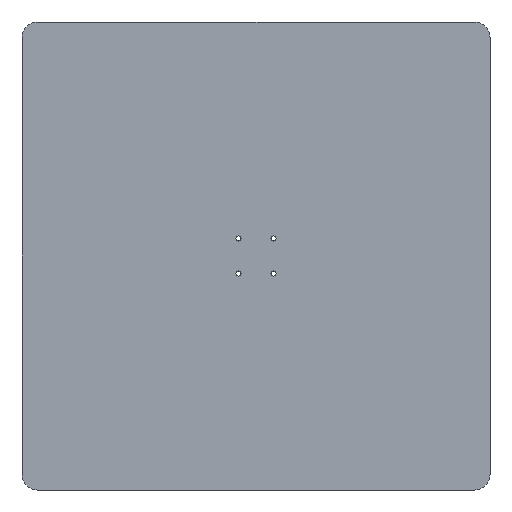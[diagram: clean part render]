
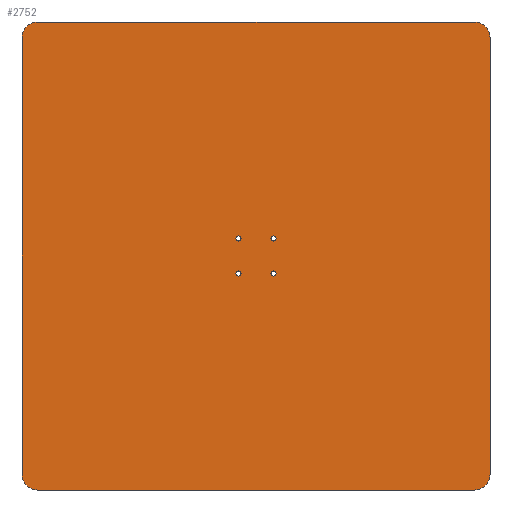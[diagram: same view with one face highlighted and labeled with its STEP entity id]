
A CAD part, front view. The second image highlights one B-rep face of the part: STEP entity #2752.
In plain terms, the highlighted planar face has unit normal (0, -1, 0).
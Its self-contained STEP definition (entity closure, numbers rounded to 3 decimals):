
#2425=CARTESIAN_POINT('',(22.5,0.,-22.5));
#2426=DIRECTION('',(0.,-1.,0.));
#2427=DIRECTION('',(1.,0.,0.));
#2428=AXIS2_PLACEMENT_3D('',#2425,#2426,#2427);
#2430=CARTESIAN_POINT('',(22.5,0.,-22.5));
#2431=DIRECTION('',(0.,-1.,0.));
#2432=DIRECTION('',(-1.,0.,0.));
#2433=AXIS2_PLACEMENT_3D('',#2430,#2431,#2432);
#2435=CARTESIAN_POINT('',(22.5,0.,22.5));
#2436=DIRECTION('',(0.,-1.,0.));
#2437=DIRECTION('',(1.,0.,0.));
#2438=AXIS2_PLACEMENT_3D('',#2435,#2436,#2437);
#2440=CARTESIAN_POINT('',(22.5,0.,22.5));
#2441=DIRECTION('',(0.,-1.,0.));
#2442=DIRECTION('',(-1.,0.,0.));
#2443=AXIS2_PLACEMENT_3D('',#2440,#2441,#2442);
#2445=CARTESIAN_POINT('',(-22.5,0.,22.5));
#2446=DIRECTION('',(0.,-1.,0.));
#2447=DIRECTION('',(1.,0.,0.));
#2448=AXIS2_PLACEMENT_3D('',#2445,#2446,#2447);
#2450=CARTESIAN_POINT('',(-22.5,0.,22.5));
#2451=DIRECTION('',(0.,-1.,0.));
#2452=DIRECTION('',(-1.,0.,0.));
#2453=AXIS2_PLACEMENT_3D('',#2450,#2451,#2452);
#2455=CARTESIAN_POINT('',(-22.5,0.,-22.5));
#2456=DIRECTION('',(0.,-1.,0.));
#2457=DIRECTION('',(1.,0.,0.));
#2458=AXIS2_PLACEMENT_3D('',#2455,#2456,#2457);
#2460=CARTESIAN_POINT('',(-22.5,0.,-22.5));
#2461=DIRECTION('',(0.,-1.,0.));
#2462=DIRECTION('',(-1.,0.,0.));
#2463=AXIS2_PLACEMENT_3D('',#2460,#2461,#2462);
#2465=DIRECTION('',(1.,0.,0.));
#2466=VECTOR('',#2465,560.);
#2467=CARTESIAN_POINT('',(-280.,0.,300.));
#2468=LINE('',#2467,#2466);
#2469=CARTESIAN_POINT('',(280.,0.,280.));
#2470=DIRECTION('',(0.,1.,0.));
#2471=DIRECTION('',(0.,0.,1.));
#2472=AXIS2_PLACEMENT_3D('',#2469,#2470,#2471);
#2474=DIRECTION('',(0.,0.,-1.));
#2475=VECTOR('',#2474,560.);
#2476=CARTESIAN_POINT('',(300.,0.,280.));
#2477=LINE('',#2476,#2475);
#2478=CARTESIAN_POINT('',(280.,0.,-280.));
#2479=DIRECTION('',(0.,1.,0.));
#2480=DIRECTION('',(1.,0.,0.));
#2481=AXIS2_PLACEMENT_3D('',#2478,#2479,#2480);
#2483=DIRECTION('',(-1.,0.,0.));
#2484=VECTOR('',#2483,560.);
#2485=CARTESIAN_POINT('',(280.,0.,-300.));
#2486=LINE('',#2485,#2484);
#2487=CARTESIAN_POINT('',(-280.,0.,-280.));
#2488=DIRECTION('',(0.,1.,0.));
#2489=DIRECTION('',(0.,0.,-1.));
#2490=AXIS2_PLACEMENT_3D('',#2487,#2488,#2489);
#2492=DIRECTION('',(0.,0.,1.));
#2493=VECTOR('',#2492,560.);
#2494=CARTESIAN_POINT('',(-300.,0.,-280.));
#2495=LINE('',#2494,#2493);
#2496=CARTESIAN_POINT('',(-280.,0.,280.));
#2497=DIRECTION('',(0.,1.,0.));
#2498=DIRECTION('',(-1.,0.,0.));
#2499=AXIS2_PLACEMENT_3D('',#2496,#2497,#2498);
#2641=CARTESIAN_POINT('',(-280.,0.,300.));
#2642=CARTESIAN_POINT('',(280.,0.,300.));
#2643=VERTEX_POINT('',#2641);
#2644=VERTEX_POINT('',#2642);
#2645=CARTESIAN_POINT('',(300.,0.,280.));
#2646=VERTEX_POINT('',#2645);
#2647=CARTESIAN_POINT('',(300.,0.,-280.));
#2648=VERTEX_POINT('',#2647);
#2649=CARTESIAN_POINT('',(280.,0.,-300.));
#2650=VERTEX_POINT('',#2649);
#2651=CARTESIAN_POINT('',(-280.,0.,-300.));
#2652=VERTEX_POINT('',#2651);
#2653=CARTESIAN_POINT('',(-300.,0.,-280.));
#2654=VERTEX_POINT('',#2653);
#2655=CARTESIAN_POINT('',(-300.,0.,280.));
#2656=VERTEX_POINT('',#2655);
#2673=CARTESIAN_POINT('',(25.8,0.,-22.5));
#2674=CARTESIAN_POINT('',(19.2,0.,-22.5));
#2675=VERTEX_POINT('',#2673);
#2676=VERTEX_POINT('',#2674);
#2677=CARTESIAN_POINT('',(25.8,0.,22.5));
#2678=CARTESIAN_POINT('',(19.2,0.,22.5));
#2679=VERTEX_POINT('',#2677);
#2680=VERTEX_POINT('',#2678);
#2681=CARTESIAN_POINT('',(-19.2,0.,22.5));
#2682=CARTESIAN_POINT('',(-25.8,0.,22.5));
#2683=VERTEX_POINT('',#2681);
#2684=VERTEX_POINT('',#2682);
#2685=CARTESIAN_POINT('',(-19.2,0.,-22.5));
#2686=CARTESIAN_POINT('',(-25.8,0.,-22.5));
#2687=VERTEX_POINT('',#2685);
#2688=VERTEX_POINT('',#2686);
#2705=CARTESIAN_POINT('',(0.,0.,0.));
#2706=DIRECTION('',(0.,1.,0.));
#2707=DIRECTION('',(1.,0.,0.));
#2708=AXIS2_PLACEMENT_3D('',#2705,#2706,#2707);
#2709=PLANE('',#2708);
#2711=ORIENTED_EDGE('',*,*,#2710,.T.);
#2713=ORIENTED_EDGE('',*,*,#2712,.T.);
#2715=ORIENTED_EDGE('',*,*,#2714,.T.);
#2717=ORIENTED_EDGE('',*,*,#2716,.T.);
#2719=ORIENTED_EDGE('',*,*,#2718,.T.);
#2721=ORIENTED_EDGE('',*,*,#2720,.T.);
#2723=ORIENTED_EDGE('',*,*,#2722,.T.);
#2725=ORIENTED_EDGE('',*,*,#2724,.T.);
#2726=EDGE_LOOP('',(#2711,#2713,#2715,#2717,#2719,#2721,#2723,#2725));
#2727=FACE_OUTER_BOUND('',#2726,.F.);
#2729=ORIENTED_EDGE('',*,*,#2728,.T.);
#2731=ORIENTED_EDGE('',*,*,#2730,.T.);
#2732=EDGE_LOOP('',(#2729,#2731));
#2733=FACE_BOUND('',#2732,.F.);
#2735=ORIENTED_EDGE('',*,*,#2734,.T.);
#2737=ORIENTED_EDGE('',*,*,#2736,.T.);
#2738=EDGE_LOOP('',(#2735,#2737));
#2739=FACE_BOUND('',#2738,.F.);
#2741=ORIENTED_EDGE('',*,*,#2740,.T.);
#2743=ORIENTED_EDGE('',*,*,#2742,.T.);
#2744=EDGE_LOOP('',(#2741,#2743));
#2745=FACE_BOUND('',#2744,.F.);
#2747=ORIENTED_EDGE('',*,*,#2746,.T.);
#2749=ORIENTED_EDGE('',*,*,#2748,.T.);
#2750=EDGE_LOOP('',(#2747,#2749));
#2751=FACE_BOUND('',#2750,.F.);
#2752=ADVANCED_FACE('',(#2727,#2733,#2739,#2745,#2751),#2709,.F.);
#2429=CIRCLE('',#2428,3.3);
#2434=CIRCLE('',#2433,3.3);
#2439=CIRCLE('',#2438,3.3);
#2444=CIRCLE('',#2443,3.3);
#2449=CIRCLE('',#2448,3.3);
#2454=CIRCLE('',#2453,3.3);
#2459=CIRCLE('',#2458,3.3);
#2464=CIRCLE('',#2463,3.3);
#2473=CIRCLE('',#2472,20.);
#2482=CIRCLE('',#2481,20.);
#2491=CIRCLE('',#2490,20.);
#2500=CIRCLE('',#2499,20.);
#2710=EDGE_CURVE('',#2643,#2644,#2468,.T.);
#2712=EDGE_CURVE('',#2644,#2646,#2473,.T.);
#2714=EDGE_CURVE('',#2646,#2648,#2477,.T.);
#2716=EDGE_CURVE('',#2648,#2650,#2482,.T.);
#2718=EDGE_CURVE('',#2650,#2652,#2486,.T.);
#2720=EDGE_CURVE('',#2652,#2654,#2491,.T.);
#2722=EDGE_CURVE('',#2654,#2656,#2495,.T.);
#2724=EDGE_CURVE('',#2656,#2643,#2500,.T.);
#2728=EDGE_CURVE('',#2679,#2680,#2439,.T.);
#2730=EDGE_CURVE('',#2680,#2679,#2444,.T.);
#2734=EDGE_CURVE('',#2683,#2684,#2449,.T.);
#2736=EDGE_CURVE('',#2684,#2683,#2454,.T.);
#2740=EDGE_CURVE('',#2687,#2688,#2459,.T.);
#2742=EDGE_CURVE('',#2688,#2687,#2464,.T.);
#2746=EDGE_CURVE('',#2675,#2676,#2429,.T.);
#2748=EDGE_CURVE('',#2676,#2675,#2434,.T.);
